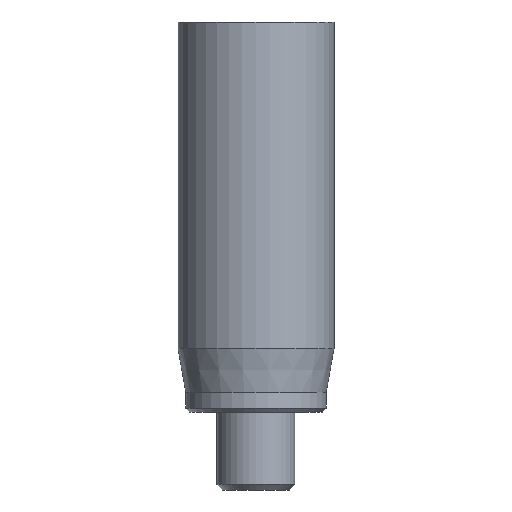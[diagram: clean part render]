
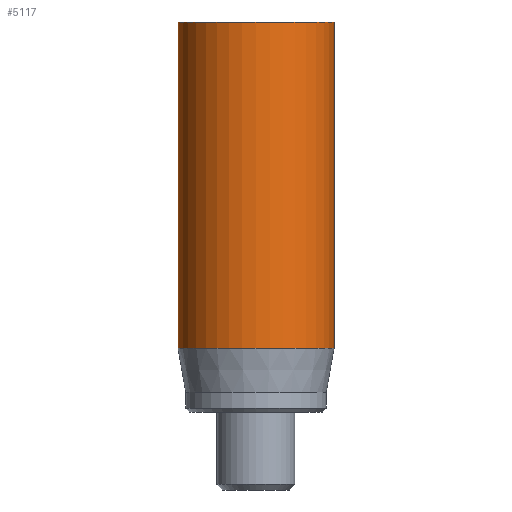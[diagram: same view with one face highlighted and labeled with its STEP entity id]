
A CAD part, front view. The second image highlights one B-rep face of the part: STEP entity #5117.
In plain terms, the highlighted cylindrical face has radius 4 mm (diameter 8 mm), a full revolution.
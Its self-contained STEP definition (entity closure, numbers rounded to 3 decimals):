
#40=CYLINDRICAL_SURFACE('',#5333,4.);
#58=CIRCLE('',#5296,4.);
#74=CIRCLE('',#5331,4.);
#75=CIRCLE('',#5332,4.);
#488=FACE_OUTER_BOUND('',#801,.T.);
#801=EDGE_LOOP('',(#4571,#4572,#4573,#4574,#4575));
#1183=LINE('',#9667,#1569);
#1569=VECTOR('',#5975,4.);
#2375=VERTEX_POINT('',#9602);
#2391=VERTEX_POINT('',#9661);
#2392=VERTEX_POINT('',#9662);
#3100=EDGE_CURVE('',#2375,#2375,#58,.T.);
#3124=EDGE_CURVE('',#2391,#2392,#74,.T.);
#3125=EDGE_CURVE('',#2392,#2391,#75,.T.);
#3127=EDGE_CURVE('',#2375,#2391,#1183,.T.);
#4571=ORIENTED_EDGE('',*,*,#3100,.T.);
#4572=ORIENTED_EDGE('',*,*,#3127,.T.);
#4573=ORIENTED_EDGE('',*,*,#3124,.T.);
#4574=ORIENTED_EDGE('',*,*,#3125,.T.);
#4575=ORIENTED_EDGE('',*,*,#3127,.F.);
#5117=ADVANCED_FACE('',(#488),#40,.T.);
#5296=AXIS2_PLACEMENT_3D('',#9603,#5890,#5891);
#5331=AXIS2_PLACEMENT_3D('',#9663,#5968,#5969);
#5332=AXIS2_PLACEMENT_3D('',#9664,#5970,#5971);
#5333=AXIS2_PLACEMENT_3D('',#9666,#5973,#5974);
#5890=DIRECTION('center_axis',(0.,0.,-1.));
#5891=DIRECTION('ref_axis',(-1.,0.,0.));
#5968=DIRECTION('center_axis',(0.,0.,1.));
#5969=DIRECTION('ref_axis',(-1.,0.,0.));
#5970=DIRECTION('center_axis',(0.,0.,1.));
#5971=DIRECTION('ref_axis',(-1.,0.,0.));
#5973=DIRECTION('center_axis',(0.,0.,1.));
#5974=DIRECTION('ref_axis',(-1.,0.,0.));
#5975=DIRECTION('',(0.,0.,-1.));
#9602=CARTESIAN_POINT('',(4.,0.,20.));
#9603=CARTESIAN_POINT('Origin',(0.,0.,20.));
#9661=CARTESIAN_POINT('',(4.,0.,3.269));
#9662=CARTESIAN_POINT('',(-4.,0.,3.269));
#9663=CARTESIAN_POINT('Origin',(0.,0.,3.269));
#9664=CARTESIAN_POINT('Origin',(0.,0.,3.269));
#9666=CARTESIAN_POINT('Origin',(0.,0.,0.));
#9667=CARTESIAN_POINT('',(4.,0.,0.));
